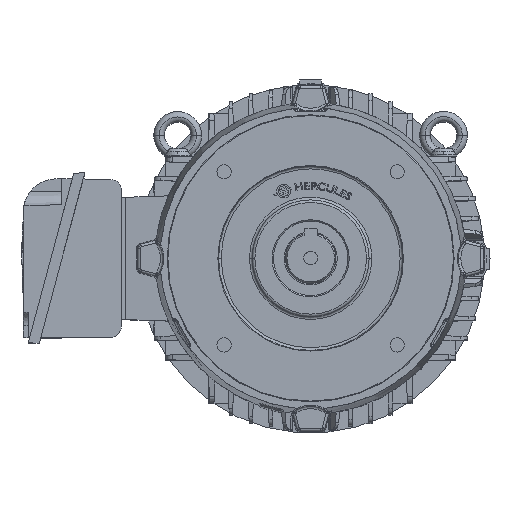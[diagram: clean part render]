
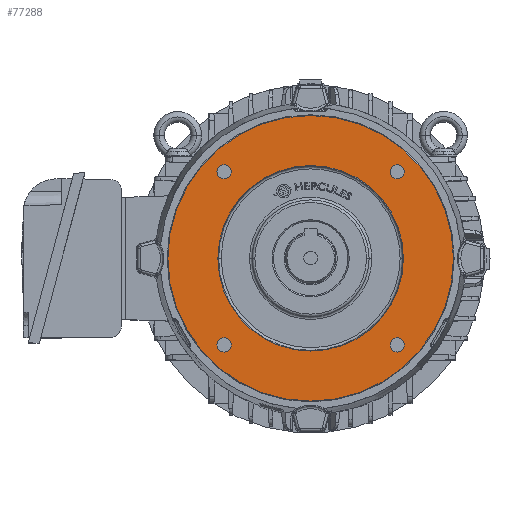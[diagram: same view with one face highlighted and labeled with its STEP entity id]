
A CAD part, top view. The second image highlights one B-rep face of the part: STEP entity #77288.
In plain terms, the highlighted planar face has unit normal (0, 0, 1).
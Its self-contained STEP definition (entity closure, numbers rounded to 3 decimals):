
#1158 = AXIS2_PLACEMENT_3D ( 'NONE', #54440, #79548, #67432 ) ;
#1382 = AXIS2_PLACEMENT_3D ( 'NONE', #35191, #47695, #66923 ) ;
#1738 = EDGE_CURVE ( 'NONE', #56729, #6263, #20269, .T. ) ;
#1794 = FACE_BOUND ( 'NONE', #69256, .T. ) ;
#1884 = CARTESIAN_POINT ( 'NONE',  ( 107.45, 0., 62.5 ) ) ;
#2214 = CARTESIAN_POINT ( 'NONE',  ( 0., 107.95, 62.5 ) ) ;
#2979 = DIRECTION ( 'NONE',  ( 0., 0., -1. ) ) ;
#3806 = EDGE_CURVE ( 'NONE', #10286, #43449, #72560, .T. ) ;
#3827 = CARTESIAN_POINT ( 'NONE',  ( 65.125, -65.125, 62.5 ) ) ;
#6263 = VERTEX_POINT ( 'NONE', #41147 ) ;
#6354 = CARTESIAN_POINT ( 'NONE',  ( -70.483, 65.125, 62.5 ) ) ;
#6756 = DIRECTION ( 'NONE',  ( -1., 0., 0. ) ) ;
#7179 = DIRECTION ( 'NONE',  ( -1., 0., 0. ) ) ;
#7377 = AXIS2_PLACEMENT_3D ( 'NONE', #45619, #38161, #71158 ) ;
#7436 = CIRCLE ( 'NONE', #54126, 5.358 ) ;
#8699 = ORIENTED_EDGE ( 'NONE', *, *, #42999, .T. ) ;
#8989 = CARTESIAN_POINT ( 'NONE',  ( 0., 0., 62.5 ) ) ;
#9076 = CARTESIAN_POINT ( 'NONE',  ( 65.125, 65.125, 62.5 ) ) ;
#9577 = AXIS2_PLACEMENT_3D ( 'NONE', #57902, #12826, #24969 ) ;
#9803 = EDGE_CURVE ( 'NONE', #76379, #65282, #7436, .T. ) ;
#10286 = VERTEX_POINT ( 'NONE', #37113 ) ;
#10462 = CARTESIAN_POINT ( 'NONE',  ( 59.766, 65.125, 62.5 ) ) ;
#10502 = DIRECTION ( 'NONE',  ( -1., 0., 0. ) ) ;
#11031 = CARTESIAN_POINT ( 'NONE',  ( -69.781, 0., 62.5 ) ) ;
#12646 = AXIS2_PLACEMENT_3D ( 'NONE', #8989, #34487, #54900 ) ;
#12826 = DIRECTION ( 'NONE',  ( 0., 0., -1. ) ) ;
#14263 = ORIENTED_EDGE ( 'NONE', *, *, #47702, .T. ) ;
#14363 = ORIENTED_EDGE ( 'NONE', *, *, #3806, .T. ) ;
#14692 = CARTESIAN_POINT ( 'NONE',  ( -65.125, -65.125, 62.5 ) ) ;
#14720 = DIRECTION ( 'NONE',  ( 0., 0., -1. ) ) ;
#14738 = PLANE ( 'NONE',  #22641 ) ;
#15302 = EDGE_LOOP ( 'NONE', ( #62482, #77114 ) ) ;
#16393 = VERTEX_POINT ( 'NONE', #1884 ) ;
#16747 = VERTEX_POINT ( 'NONE', #81651 ) ;
#18612 = ORIENTED_EDGE ( 'NONE', *, *, #47968, .T. ) ;
#18747 = ORIENTED_EDGE ( 'NONE', *, *, #51853, .T. ) ;
#20269 = CIRCLE ( 'NONE', #76364, 69.781 ) ;
#21026 = FACE_BOUND ( 'NONE', #15302, .T. ) ;
#21805 = CARTESIAN_POINT ( 'NONE',  ( -107.45, 0., 62.5 ) ) ;
#22641 = AXIS2_PLACEMENT_3D ( 'NONE', #2214, #53123, #78664 ) ;
#24640 = CARTESIAN_POINT ( 'NONE',  ( 70.483, -65.125, 62.5 ) ) ;
#24969 = DIRECTION ( 'NONE',  ( -1., 0., 0. ) ) ;
#27273 = CARTESIAN_POINT ( 'NONE',  ( -65.125, 65.125, 62.5 ) ) ;
#27290 = FACE_BOUND ( 'NONE', #49192, .T. ) ;
#29121 = ORIENTED_EDGE ( 'NONE', *, *, #60212, .T. ) ;
#29883 = CARTESIAN_POINT ( 'NONE',  ( -70.483, -65.125, 62.5 ) ) ;
#30036 = VERTEX_POINT ( 'NONE', #21805 ) ;
#31884 = AXIS2_PLACEMENT_3D ( 'NONE', #14692, #65655, #7179 ) ;
#33136 = DIRECTION ( 'NONE',  ( -1., 0., 0. ) ) ;
#34487 = DIRECTION ( 'NONE',  ( 0., 0., 1. ) ) ;
#34572 = DIRECTION ( 'NONE',  ( -1., 0., 0. ) ) ;
#34994 = CARTESIAN_POINT ( 'NONE',  ( 59.766, -65.125, 62.5 ) ) ;
#35191 = CARTESIAN_POINT ( 'NONE',  ( -65.125, 65.125, 62.5 ) ) ;
#35397 = CIRCLE ( 'NONE', #12646, 107.45 ) ;
#36328 = CIRCLE ( 'NONE', #9577, 5.358 ) ;
#37113 = CARTESIAN_POINT ( 'NONE',  ( -59.766, 65.125, 62.5 ) ) ;
#38161 = DIRECTION ( 'NONE',  ( 0., 0., -1. ) ) ;
#38300 = EDGE_LOOP ( 'NONE', ( #29121, #62420 ) ) ;
#38527 = EDGE_LOOP ( 'NONE', ( #14263, #41839 ) ) ;
#38550 = CIRCLE ( 'NONE', #1158, 69.781 ) ;
#38682 = EDGE_CURVE ( 'NONE', #16393, #30036, #56140, .T. ) ;
#41147 = CARTESIAN_POINT ( 'NONE',  ( 69.781, 0., 62.5 ) ) ;
#41830 = VERTEX_POINT ( 'NONE', #48239 ) ;
#41839 = ORIENTED_EDGE ( 'NONE', *, *, #1738, .T. ) ;
#42999 = EDGE_CURVE ( 'NONE', #77020, #16747, #36328, .T. ) ;
#43449 = VERTEX_POINT ( 'NONE', #6354 ) ;
#44851 = CIRCLE ( 'NONE', #55488, 5.358 ) ;
#45332 = DIRECTION ( 'NONE',  ( -1., 0., 0. ) ) ;
#45619 = CARTESIAN_POINT ( 'NONE',  ( 65.125, 65.125, 62.5 ) ) ;
#46459 = FACE_BOUND ( 'NONE', #38527, .T. ) ;
#46768 = AXIS2_PLACEMENT_3D ( 'NONE', #65010, #52415, #45332 ) ;
#47160 = AXIS2_PLACEMENT_3D ( 'NONE', #27273, #14720, #73232 ) ;
#47695 = DIRECTION ( 'NONE',  ( 0., 0., -1. ) ) ;
#47702 = EDGE_CURVE ( 'NONE', #6263, #56729, #38550, .T. ) ;
#47968 = EDGE_CURVE ( 'NONE', #16747, #77020, #57199, .T. ) ;
#48239 = CARTESIAN_POINT ( 'NONE',  ( 70.483, 65.125, 62.5 ) ) ;
#49192 = EDGE_LOOP ( 'NONE', ( #18747, #14363 ) ) ;
#51853 = EDGE_CURVE ( 'NONE', #43449, #10286, #78811, .T. ) ;
#52415 = DIRECTION ( 'NONE',  ( 0., 0., 1. ) ) ;
#52718 = FACE_BOUND ( 'NONE', #62805, .T. ) ;
#53123 = DIRECTION ( 'NONE',  ( 0., 0., -1. ) ) ;
#54126 = AXIS2_PLACEMENT_3D ( 'NONE', #3827, #2979, #10502 ) ;
#54440 = CARTESIAN_POINT ( 'NONE',  ( 0., 0., 62.5 ) ) ;
#54900 = DIRECTION ( 'NONE',  ( -1., 0., 0. ) ) ;
#55488 = AXIS2_PLACEMENT_3D ( 'NONE', #9076, #78022, #34572 ) ;
#56140 = CIRCLE ( 'NONE', #46768, 107.45 ) ;
#56729 = VERTEX_POINT ( 'NONE', #11031 ) ;
#57199 = CIRCLE ( 'NONE', #31884, 5.358 ) ;
#57902 = CARTESIAN_POINT ( 'NONE',  ( -65.125, -65.125, 62.5 ) ) ;
#59427 = DIRECTION ( 'NONE',  ( 0., 0., -1. ) ) ;
#60212 = EDGE_CURVE ( 'NONE', #30036, #16393, #35397, .T. ) ;
#61054 = ORIENTED_EDGE ( 'NONE', *, *, #70194, .T. ) ;
#61269 = EDGE_CURVE ( 'NONE', #77325, #41830, #68800, .T. ) ;
#62420 = ORIENTED_EDGE ( 'NONE', *, *, #38682, .T. ) ;
#62482 = ORIENTED_EDGE ( 'NONE', *, *, #77198, .T. ) ;
#62654 = AXIS2_PLACEMENT_3D ( 'NONE', #71596, #59427, #33136 ) ;
#62805 = EDGE_LOOP ( 'NONE', ( #8699, #18612 ) ) ;
#65010 = CARTESIAN_POINT ( 'NONE',  ( 0., 0., 62.5 ) ) ;
#65265 = ORIENTED_EDGE ( 'NONE', *, *, #61269, .T. ) ;
#65282 = VERTEX_POINT ( 'NONE', #34994 ) ;
#65655 = DIRECTION ( 'NONE',  ( 0., 0., -1. ) ) ;
#66923 = DIRECTION ( 'NONE',  ( -1., 0., 0. ) ) ;
#67432 = DIRECTION ( 'NONE',  ( -1., 0., 0. ) ) ;
#68800 = CIRCLE ( 'NONE', #7377, 5.358 ) ;
#69256 = EDGE_LOOP ( 'NONE', ( #65265, #61054 ) ) ;
#69871 = DIRECTION ( 'NONE',  ( 0., 0., -1. ) ) ;
#70194 = EDGE_CURVE ( 'NONE', #41830, #77325, #44851, .T. ) ;
#70693 = CARTESIAN_POINT ( 'NONE',  ( 0., 0., 62.5 ) ) ;
#71158 = DIRECTION ( 'NONE',  ( -1., 0., 0. ) ) ;
#71596 = CARTESIAN_POINT ( 'NONE',  ( 65.125, -65.125, 62.5 ) ) ;
#72020 = CIRCLE ( 'NONE', #62654, 5.358 ) ;
#72560 = CIRCLE ( 'NONE', #47160, 5.358 ) ;
#73232 = DIRECTION ( 'NONE',  ( -1., 0., 0. ) ) ;
#76364 = AXIS2_PLACEMENT_3D ( 'NONE', #70693, #69871, #6756 ) ;
#76379 = VERTEX_POINT ( 'NONE', #24640 ) ;
#77020 = VERTEX_POINT ( 'NONE', #29883 ) ;
#77114 = ORIENTED_EDGE ( 'NONE', *, *, #9803, .T. ) ;
#77198 = EDGE_CURVE ( 'NONE', #65282, #76379, #72020, .T. ) ;
#77288 = ADVANCED_FACE ( 'NONE', ( #77836, #1794, #27290, #52718, #21026, #46459 ), #14738, .F. ) ;
#77325 = VERTEX_POINT ( 'NONE', #10462 ) ;
#77836 = FACE_OUTER_BOUND ( 'NONE', #38300, .T. ) ;
#78022 = DIRECTION ( 'NONE',  ( 0., 0., -1. ) ) ;
#78664 = DIRECTION ( 'NONE',  ( -1., 0., 0. ) ) ;
#78811 = CIRCLE ( 'NONE', #1382, 5.358 ) ;
#79548 = DIRECTION ( 'NONE',  ( 0., 0., -1. ) ) ;
#81651 = CARTESIAN_POINT ( 'NONE',  ( -59.766, -65.125, 62.5 ) ) ;
